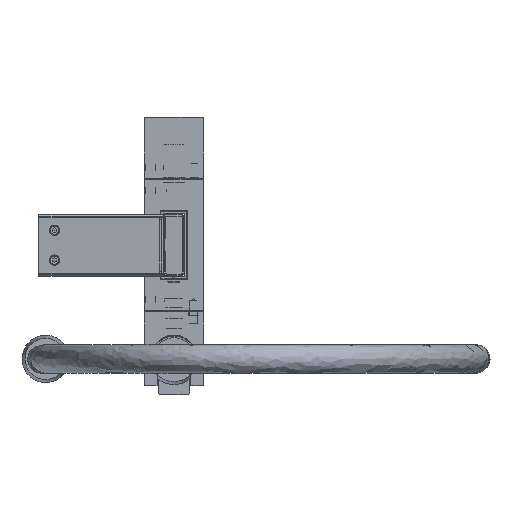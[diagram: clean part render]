
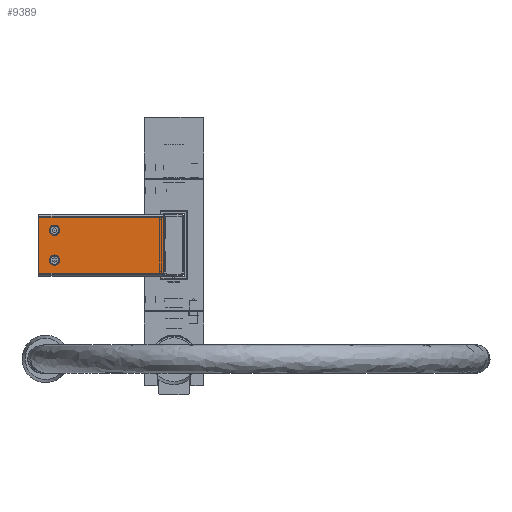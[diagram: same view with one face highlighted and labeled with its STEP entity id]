
A CAD part, front view. The second image highlights one B-rep face of the part: STEP entity #9389.
In plain terms, the highlighted planar face has unit normal (0, -1, 0).
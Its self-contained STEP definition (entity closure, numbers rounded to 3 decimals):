
#43 = DIRECTION ( 'NONE',  ( 0., 1., 0. ) ) ;
#505 = VERTEX_POINT ( 'NONE', #24052 ) ;
#887 = ORIENTED_EDGE ( 'NONE', *, *, #12645, .F. ) ;
#943 = VERTEX_POINT ( 'NONE', #8022 ) ;
#2252 = FACE_OUTER_BOUND ( 'NONE', #9349, .T. ) ;
#4040 = CARTESIAN_POINT ( 'NONE',  ( -65.5, 0.625, 13.6 ) ) ;
#4471 = FACE_BOUND ( 'NONE', #5833, .T. ) ;
#5262 = VERTEX_POINT ( 'NONE', #21106 ) ;
#5833 = EDGE_LOOP ( 'NONE', ( #887 ) ) ;
#5930 = EDGE_CURVE ( 'NONE', #12074, #943, #11437, .T. ) ;
#6828 = DIRECTION ( 'NONE',  ( 0., 0., 1. ) ) ;
#7186 = AXIS2_PLACEMENT_3D ( 'NONE', #27065, #20116, #17908 ) ;
#7811 = LINE ( 'NONE', #10306, #8646 ) ;
#8005 = EDGE_CURVE ( 'NONE', #14882, #12074, #7811, .T. ) ;
#8022 = CARTESIAN_POINT ( 'NONE',  ( -65.5, 0.625, -13.6 ) ) ;
#8646 = VECTOR ( 'NONE', #12106, 1000. ) ;
#8855 = DIRECTION ( 'NONE',  ( -1., 0., 0. ) ) ;
#9210 = CARTESIAN_POINT ( 'NONE',  ( -65.5, 0.625, 13.6 ) ) ;
#9349 = EDGE_LOOP ( 'NONE', ( #19453, #12022, #20490, #18070 ) ) ;
#9389 = ADVANCED_FACE ( 'NONE', ( #2252, #4471, #13498 ), #22531, .F. ) ;
#10306 = CARTESIAN_POINT ( 'NONE',  ( -5., 0.625, 13.6 ) ) ;
#10603 = AXIS2_PLACEMENT_3D ( 'NONE', #11269, #43, #6828 ) ;
#10961 = EDGE_LOOP ( 'NONE', ( #26404 ) ) ;
#11269 = CARTESIAN_POINT ( 'NONE',  ( -5., 0.625, 13.6 ) ) ;
#11437 = LINE ( 'NONE', #9210, #13696 ) ;
#12022 = ORIENTED_EDGE ( 'NONE', *, *, #28248, .F. ) ;
#12074 = VERTEX_POINT ( 'NONE', #4040 ) ;
#12106 = DIRECTION ( 'NONE',  ( -1., 0., 0. ) ) ;
#12370 = CARTESIAN_POINT ( 'NONE',  ( -5., 0.625, 13.6 ) ) ;
#12645 = EDGE_CURVE ( 'NONE', #21442, #21442, #23805, .T. ) ;
#13245 = EDGE_CURVE ( 'NONE', #14882, #505, #24999, .T. ) ;
#13498 = FACE_BOUND ( 'NONE', #10961, .T. ) ;
#13696 = VECTOR ( 'NONE', #18263, 1000. ) ;
#13922 = DIRECTION ( 'NONE',  ( 0., 0., -1. ) ) ;
#14694 = VECTOR ( 'NONE', #13922, 1000. ) ;
#14882 = VERTEX_POINT ( 'NONE', #12370 ) ;
#15834 = LINE ( 'NONE', #20561, #16197 ) ;
#16197 = VECTOR ( 'NONE', #8855, 1000. ) ;
#17908 = DIRECTION ( 'NONE',  ( 1., 0., 0. ) ) ;
#18070 = ORIENTED_EDGE ( 'NONE', *, *, #8005, .T. ) ;
#18263 = DIRECTION ( 'NONE',  ( 0., 0., -1. ) ) ;
#19453 = ORIENTED_EDGE ( 'NONE', *, *, #5930, .T. ) ;
#19879 = DIRECTION ( 'NONE',  ( 0., -1., 0. ) ) ;
#19959 = CIRCLE ( 'NONE', #7186, 2.1 ) ;
#20116 = DIRECTION ( 'NONE',  ( 0., -1., 0. ) ) ;
#20490 = ORIENTED_EDGE ( 'NONE', *, *, #13245, .F. ) ;
#20561 = CARTESIAN_POINT ( 'NONE',  ( -5., 0.625, -13.6 ) ) ;
#21106 = CARTESIAN_POINT ( 'NONE',  ( -55.9, 0.625, -7.25 ) ) ;
#21442 = VERTEX_POINT ( 'NONE', #23802 ) ;
#22531 = PLANE ( 'NONE',  #10603 ) ;
#22806 = CARTESIAN_POINT ( 'NONE',  ( -5., 0.625, 13.6 ) ) ;
#23802 = CARTESIAN_POINT ( 'NONE',  ( -55.9, 0.625, 7.25 ) ) ;
#23805 = CIRCLE ( 'NONE', #27579, 2.1 ) ;
#23981 = EDGE_CURVE ( 'NONE', #5262, #5262, #19959, .T. ) ;
#24052 = CARTESIAN_POINT ( 'NONE',  ( -5., 0.625, -13.6 ) ) ;
#24999 = LINE ( 'NONE', #22806, #14694 ) ;
#25043 = DIRECTION ( 'NONE',  ( 1., 0., 0. ) ) ;
#26404 = ORIENTED_EDGE ( 'NONE', *, *, #23981, .F. ) ;
#26833 = CARTESIAN_POINT ( 'NONE',  ( -58., 0.625, 7.25 ) ) ;
#27065 = CARTESIAN_POINT ( 'NONE',  ( -58., 0.625, -7.25 ) ) ;
#27579 = AXIS2_PLACEMENT_3D ( 'NONE', #26833, #19879, #25043 ) ;
#28248 = EDGE_CURVE ( 'NONE', #505, #943, #15834, .T. ) ;
